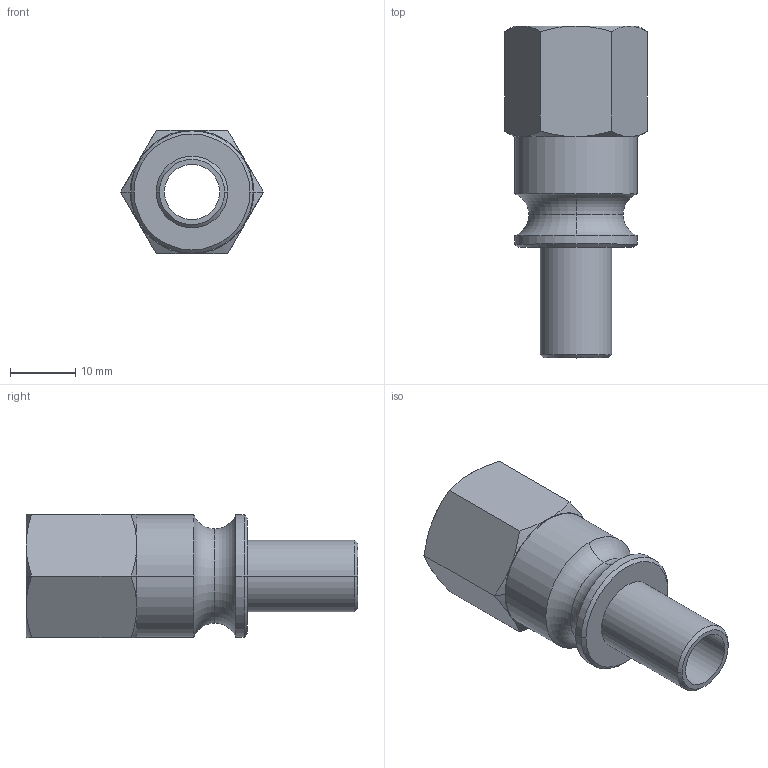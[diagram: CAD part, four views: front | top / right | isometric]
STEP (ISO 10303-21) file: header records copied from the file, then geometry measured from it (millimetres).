
FILE_DESCRIPTION(('STEP AP214'),'1');
FILE_NAME('f1k_14_gi.stp','2020-03-05T09:33:26',('TraceParts'),('TraceParts S.A.'),'Spatial InterOp 3D',' ',' ');
FILE_SCHEMA(('automotive_design'));
Length unit declared in the file: millimetre
Products named in the file (1): 1
Bounding box: 21.94 x 51 x 19 mm (x, y, z)
Volume: 7579 mm3; surface area: 4661.9 mm2
Topology: 1 solids, 1 shells, 47 faces, 102 edges, 60 vertices
Faces by surface type: cone 22, plane 11, cylinder 10, torus 4
Entity records: 1696 total; most frequent: CARTESIAN_POINT 306, DIRECTION 226, ORIENTED_EDGE 204, EDGE_CURVE 102, AXIS2_PLACEMENT_3D 100, VERTEX_POINT 60, EDGE_LOOP 52, CIRCLE 52
